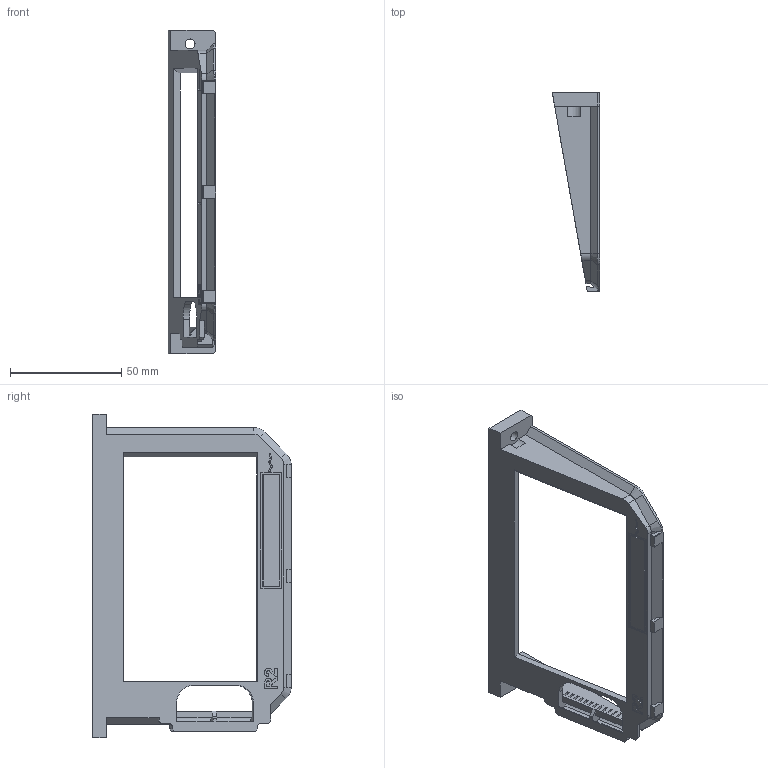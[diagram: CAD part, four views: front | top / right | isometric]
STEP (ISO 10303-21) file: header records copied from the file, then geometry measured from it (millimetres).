
FILE_DESCRIPTION(/* description */ (''),/* implementation_level */ '2;1');
FILE_NAME(/* name */ 'SL1-DISPLAY_FRAME.step',/* time_stamp */ '2019-08-13T13:02:44+02:00',/* author */ (''),/* organization */ (''),/* preprocessor_version */ 'ST-DEVELOPER v18',/* originating_system */ 'Autodesk Translation Framework v8.2.0.1029',/* authorisation */ '');
FILE_SCHEMA (('AUTOMOTIVE_DESIGN { 1 0 10303 214 3 1 1 }'));
Length unit declared in the file: millimetre
Products named in the file (1): RAMECEK_DISPLAY
Bounding box: 21.31 x 89.3 x 145.4 mm (x, y, z)
Volume: 24634.4 mm3; surface area: 19671.7 mm2
Topology: 1 solids, 1 shells, 243 faces, 711 edges, 458 vertices
Faces by surface type: plane 177, bspline 55, cylinder 11
Full cylindrical faces by diameter (mm): 4.5 x2
Entity records: 8869 total; most frequent: CARTESIAN_POINT 2701, ORIENTED_EDGE 1422, DIRECTION 1017, EDGE_CURVE 711, LINE 571, VECTOR 571, VERTEX_POINT 458, EDGE_LOOP 269
